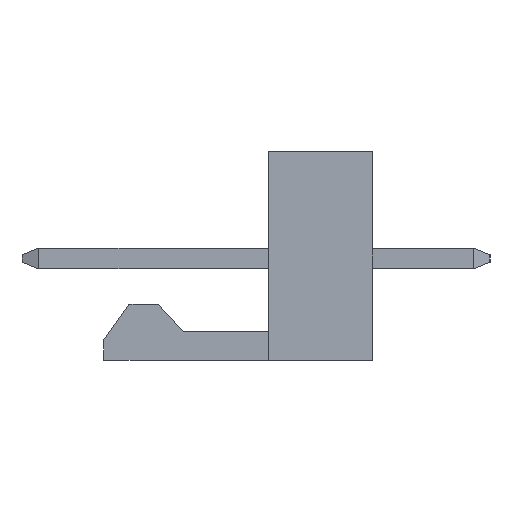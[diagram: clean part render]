
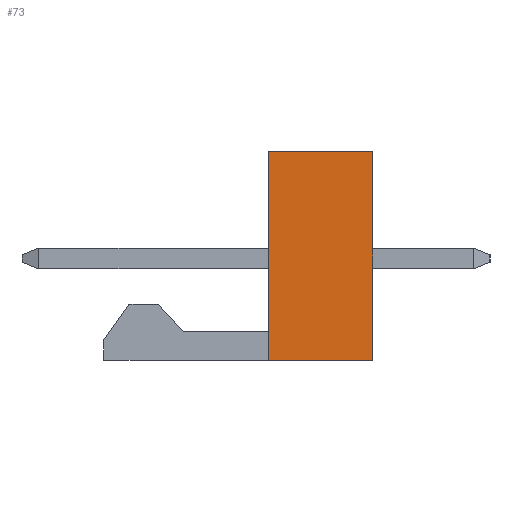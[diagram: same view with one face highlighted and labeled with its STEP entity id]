
A CAD part, left-side view. The second image highlights one B-rep face of the part: STEP entity #73.
In plain terms, the highlighted planar face has unit normal (-1, 0, 0).
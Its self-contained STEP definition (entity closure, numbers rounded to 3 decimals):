
#73=ADVANCED_FACE('',(#342),#343,.F.);
#342=FACE_OUTER_BOUND('',#878,.T.);
#343=PLANE('',#879);
#878=EDGE_LOOP('',(#1414,#1415,#1416,#1417));
#879=AXIS2_PLACEMENT_3D('',#1418,#1419,#1420);
#1414=ORIENTED_EDGE('',*,*,#3374,.F.);
#1415=ORIENTED_EDGE('',*,*,#3375,.F.);
#1416=ORIENTED_EDGE('',*,*,#3376,.F.);
#1417=ORIENTED_EDGE('',*,*,#3377,.F.);
#1418=CARTESIAN_POINT('',(-12.624,0.0,0.0));
#1419=DIRECTION('',(1.0,0.0,0.0));
#1420=DIRECTION('',(0.0,1.0,0.0));
#3374=EDGE_CURVE('',#4032,#4033,#4034,.T.);
#3375=EDGE_CURVE('',#4035,#4032,#4036,.T.);
#3376=EDGE_CURVE('',#4037,#4035,#4038,.T.);
#3377=EDGE_CURVE('',#4033,#4037,#4039,.T.);
#4032=VERTEX_POINT('',#5002);
#4033=VERTEX_POINT('',#5003);
#4034=LINE('',#5004,#5005);
#4035=VERTEX_POINT('',#5006);
#4036=LINE('',#5007,#5008);
#4037=VERTEX_POINT('',#5009);
#4038=LINE('',#5010,#5011);
#4039=LINE('',#5012,#5013);
#5002=CARTESIAN_POINT('',(-12.624,1.588,-3.099));
#5003=CARTESIAN_POINT('',(-12.624,1.588,3.251));
#5004=CARTESIAN_POINT('',(-12.624,1.588,-3.099));
#5005=VECTOR('',#6570,6.35);
#5006=CARTESIAN_POINT('',(-12.624,-1.588,-3.099));
#5007=CARTESIAN_POINT('',(-12.624,-1.588,-3.099));
#5008=VECTOR('',#6571,3.175);
#5009=CARTESIAN_POINT('',(-12.624,-1.588,3.251));
#5010=CARTESIAN_POINT('',(-12.624,-1.588,3.251));
#5011=VECTOR('',#6572,6.35);
#5012=CARTESIAN_POINT('',(-12.624,1.588,3.251));
#5013=VECTOR('',#6573,3.175);
#6570=DIRECTION('',(0.0,0.0,1.0));
#6571=DIRECTION('',(0.0,1.0,0.0));
#6572=DIRECTION('',(0.0,0.0,-1.0));
#6573=DIRECTION('',(0.0,-1.0,0.0));
